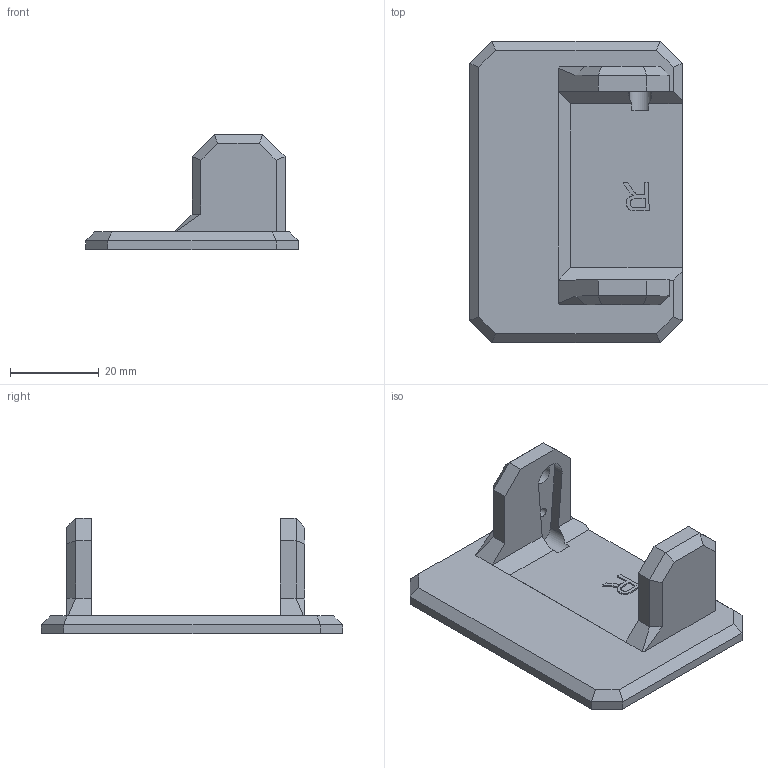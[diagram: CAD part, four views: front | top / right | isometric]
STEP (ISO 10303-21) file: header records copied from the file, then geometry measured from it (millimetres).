
FILE_DESCRIPTION(/* description */ (''),/* implementation_level */ '2;1');
FILE_NAME(/* name */ 'OttoDIY_CRO_Feet _R_v1.step',/* time_stamp */ '2025-10-27T20:23:01+01:00',/* author */ (''),/* organization */ (''),/* preprocessor_version */ 'ST-DEVELOPER v20.1',/* originating_system */ 'Autodesk Translation Framework v14.17.0.0',/* authorisation */ '');
FILE_SCHEMA (('AUTOMOTIVE_DESIGN { 1 0 10303 214 3 1 1 }'));
Length unit declared in the file: millimetre
Products named in the file (1): OttoDIY_CRO_Feet
Bounding box: 48 x 68 x 26 mm (x, y, z)
Volume: 13856.2 mm3; surface area: 9344.1 mm2
Topology: 1 solids, 1 shells, 93 faces, 239 edges, 151 vertices
Faces by surface type: plane 70, bspline 17, cylinder 5, cone 1
Full cylindrical faces by diameter (mm): 2.2 x1, 4.5 x1, 5 x1
Entity records: 2979 total; most frequent: CARTESIAN_POINT 782, ORIENTED_EDGE 478, DIRECTION 377, EDGE_CURVE 239, LINE 191, VECTOR 191, VERTEX_POINT 151, EDGE_LOOP 100
